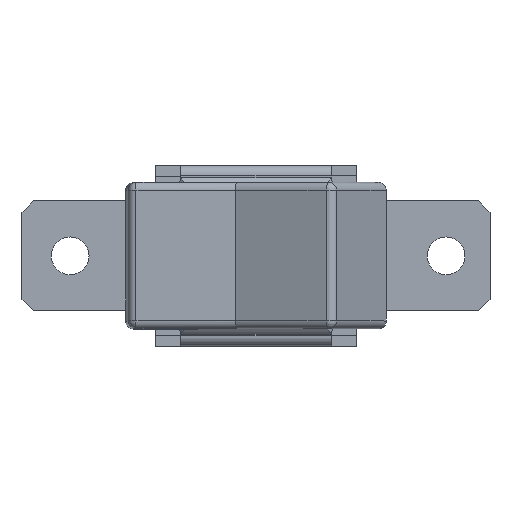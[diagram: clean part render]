
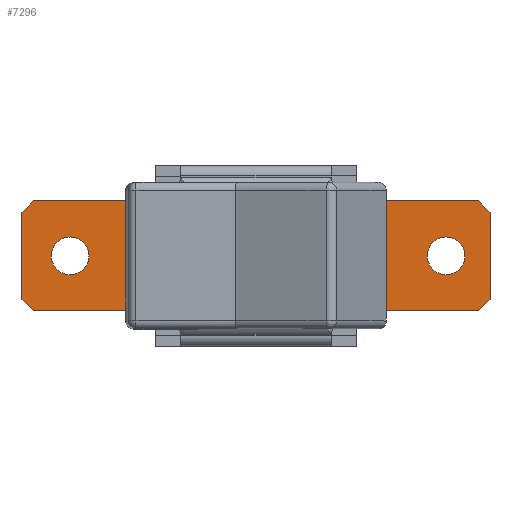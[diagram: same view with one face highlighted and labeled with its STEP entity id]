
A CAD part, top view. The second image highlights one B-rep face of the part: STEP entity #7296.
In plain terms, the highlighted planar face has unit normal (0, 0, 1).
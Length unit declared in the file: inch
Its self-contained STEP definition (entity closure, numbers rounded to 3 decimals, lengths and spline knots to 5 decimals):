
#101=FACE_BOUND('',#922,.T.);
#102=FACE_BOUND('',#923,.T.);
#103=FACE_BOUND('',#924,.T.);
#163=PLANE('',#7795);
#486=FACE_OUTER_BOUND('',#921,.T.);
#921=EDGE_LOOP('',(#5249,#5250,#5251,#5252,#5253,#5254,#5255,#5256,#5257,
#5258,#5259,#5260,#5261,#5262,#5263,#5264));
#922=EDGE_LOOP('',(#5265,#5266,#5267,#5268));
#923=EDGE_LOOP('',(#5269));
#924=EDGE_LOOP('',(#5270));
#1407=LINE('',#10749,#2267);
#1409=LINE('',#10755,#2269);
#1415=LINE('',#10772,#2275);
#1416=LINE('',#10777,#2276);
#1419=LINE('',#10782,#2279);
#1423=LINE('',#10792,#2283);
#1428=LINE('',#10806,#2288);
#1429=LINE('',#10808,#2289);
#1431=LINE('',#10812,#2291);
#1432=LINE('',#10814,#2292);
#1433=LINE('',#10816,#2293);
#1434=LINE('',#10818,#2294);
#1435=LINE('',#10820,#2295);
#1436=LINE('',#10822,#2296);
#1437=LINE('',#10824,#2297);
#1438=LINE('',#10826,#2298);
#1439=LINE('',#10828,#2299);
#1440=LINE('',#10829,#2300);
#2267=VECTOR('',#8600,0.3937);
#2269=VECTOR('',#8608,0.3937);
#2275=VECTOR('',#8620,0.3937);
#2276=VECTOR('',#8625,0.3937);
#2279=VECTOR('',#8630,0.3937);
#2283=VECTOR('',#8638,0.3937);
#2288=VECTOR('',#8653,0.3937);
#2289=VECTOR('',#8656,0.3937);
#2291=VECTOR('',#8660,0.3937);
#2292=VECTOR('',#8661,0.3937);
#2293=VECTOR('',#8662,0.3937);
#2294=VECTOR('',#8663,0.3937);
#2295=VECTOR('',#8664,0.3937);
#2296=VECTOR('',#8665,0.3937);
#2297=VECTOR('',#8666,0.3937);
#2298=VECTOR('',#8667,0.3937);
#2299=VECTOR('',#8668,0.3937);
#2300=VECTOR('',#8669,0.3937);
#3073=CIRCLE('',#7776,0.18695);
#3074=CIRCLE('',#7779,0.15709);
#3077=CIRCLE('',#7796,0.04705);
#3078=CIRCLE('',#7797,0.04705);
#3292=VERTEX_POINT('',#10741);
#3293=VERTEX_POINT('',#10743);
#3294=VERTEX_POINT('',#10747);
#3295=VERTEX_POINT('',#10751);
#3302=VERTEX_POINT('',#10769);
#3303=VERTEX_POINT('',#10771);
#3304=VERTEX_POINT('',#10775);
#3305=VERTEX_POINT('',#10776);
#3306=VERTEX_POINT('',#10781);
#3310=VERTEX_POINT('',#10790);
#3314=VERTEX_POINT('',#10804);
#3315=VERTEX_POINT('',#10811);
#3316=VERTEX_POINT('',#10813);
#3317=VERTEX_POINT('',#10815);
#3318=VERTEX_POINT('',#10817);
#3319=VERTEX_POINT('',#10819);
#3320=VERTEX_POINT('',#10821);
#3321=VERTEX_POINT('',#10823);
#3322=VERTEX_POINT('',#10825);
#3323=VERTEX_POINT('',#10827);
#3324=VERTEX_POINT('',#10830);
#3325=VERTEX_POINT('',#10832);
#4016=EDGE_CURVE('',#3293,#3292,#3073,.T.);
#4019=EDGE_CURVE('',#3292,#3294,#1407,.T.);
#4021=EDGE_CURVE('',#3294,#3295,#3074,.T.);
#4022=EDGE_CURVE('',#3295,#3293,#1409,.T.);
#4029=EDGE_CURVE('',#3303,#3302,#1415,.T.);
#4031=EDGE_CURVE('',#3304,#3305,#1416,.T.);
#4034=EDGE_CURVE('',#3302,#3306,#1419,.T.);
#4039=EDGE_CURVE('',#3305,#3310,#1423,.T.);
#4047=EDGE_CURVE('',#3314,#3306,#1428,.T.);
#4048=EDGE_CURVE('',#3310,#3303,#1429,.T.);
#4050=EDGE_CURVE('',#3315,#3314,#1431,.T.);
#4051=EDGE_CURVE('',#3316,#3315,#1432,.T.);
#4052=EDGE_CURVE('',#3316,#3317,#1433,.T.);
#4053=EDGE_CURVE('',#3317,#3318,#1434,.T.);
#4054=EDGE_CURVE('',#3318,#3319,#1435,.T.);
#4055=EDGE_CURVE('',#3319,#3320,#1436,.T.);
#4056=EDGE_CURVE('',#3320,#3321,#1437,.T.);
#4057=EDGE_CURVE('',#3322,#3321,#1438,.T.);
#4058=EDGE_CURVE('',#3323,#3322,#1439,.T.);
#4059=EDGE_CURVE('',#3304,#3323,#1440,.T.);
#4060=EDGE_CURVE('',#3324,#3324,#3077,.T.);
#4061=EDGE_CURVE('',#3325,#3325,#3078,.T.);
#5249=ORIENTED_EDGE('',*,*,#4029,.T.);
#5250=ORIENTED_EDGE('',*,*,#4034,.T.);
#5251=ORIENTED_EDGE('',*,*,#4047,.F.);
#5252=ORIENTED_EDGE('',*,*,#4050,.F.);
#5253=ORIENTED_EDGE('',*,*,#4051,.F.);
#5254=ORIENTED_EDGE('',*,*,#4052,.T.);
#5255=ORIENTED_EDGE('',*,*,#4053,.T.);
#5256=ORIENTED_EDGE('',*,*,#4054,.T.);
#5257=ORIENTED_EDGE('',*,*,#4055,.T.);
#5258=ORIENTED_EDGE('',*,*,#4056,.T.);
#5259=ORIENTED_EDGE('',*,*,#4057,.F.);
#5260=ORIENTED_EDGE('',*,*,#4058,.F.);
#5261=ORIENTED_EDGE('',*,*,#4059,.F.);
#5262=ORIENTED_EDGE('',*,*,#4031,.T.);
#5263=ORIENTED_EDGE('',*,*,#4039,.T.);
#5264=ORIENTED_EDGE('',*,*,#4048,.T.);
#5265=ORIENTED_EDGE('',*,*,#4016,.T.);
#5266=ORIENTED_EDGE('',*,*,#4019,.T.);
#5267=ORIENTED_EDGE('',*,*,#4021,.T.);
#5268=ORIENTED_EDGE('',*,*,#4022,.T.);
#5269=ORIENTED_EDGE('',*,*,#4060,.T.);
#5270=ORIENTED_EDGE('',*,*,#4061,.T.);
#7296=ADVANCED_FACE('',(#486,#101,#102,#103),#163,.T.);
#7776=AXIS2_PLACEMENT_3D('',#10744,#8594,#8595);
#7779=AXIS2_PLACEMENT_3D('',#10753,#8604,#8605);
#7795=AXIS2_PLACEMENT_3D('',#10810,#8658,#8659);
#7796=AXIS2_PLACEMENT_3D('',#10831,#8670,#8671);
#7797=AXIS2_PLACEMENT_3D('',#10833,#8672,#8673);
#8594=DIRECTION('center_axis',(0.,0.,
-1.));
#8595=DIRECTION('ref_axis',(0.729,-0.684,0.));
#8600=DIRECTION('',(1.,0.,0.));
#8604=DIRECTION('center_axis',(0.,0.,
-1.));
#8605=DIRECTION('ref_axis',(-0.58,0.815,0.));
#8608=DIRECTION('',(-1.,0.,0.));
#8620=DIRECTION('',(0.,1.,0.));
#8625=DIRECTION('',(1.,0.,0.));
#8630=DIRECTION('',(1.,0.,0.));
#8638=DIRECTION('',(0.,-1.,0.));
#8653=DIRECTION('',(-0.707,-0.707,0.));
#8656=DIRECTION('',(1.,0.,0.));
#8658=DIRECTION('center_axis',(0.,0.,
1.));
#8659=DIRECTION('ref_axis',(-1.,0.,0.));
#8660=DIRECTION('',(0.,-1.,0.));
#8661=DIRECTION('',(0.707,-0.707,0.));
#8662=DIRECTION('',(-1.,0.,0.));
#8663=DIRECTION('',(0.,1.,0.));
#8664=DIRECTION('',(-1.,0.,0.));
#8665=DIRECTION('',(0.,-1.,0.));
#8666=DIRECTION('',(-1.,0.,0.));
#8667=DIRECTION('',(0.707,0.707,0.));
#8668=DIRECTION('',(0.,1.,0.));
#8669=DIRECTION('',(-0.707,0.707,0.));
#8670=DIRECTION('center_axis',(0.,0.,
-1.));
#8671=DIRECTION('ref_axis',(1.,0.,0.));
#8672=DIRECTION('center_axis',(0.,0.,
-1.));
#8673=DIRECTION('ref_axis',(1.,0.,0.));
#10741=CARTESIAN_POINT('',(-0.1084,0.12795,0.38976));
#10743=CARTESIAN_POINT('',(-0.1084,-0.12795,0.38976));
#10744=CARTESIAN_POINT('Origin',(0.0279,0.,
0.38976));
#10747=CARTESIAN_POINT('',(0.11903,0.12795,0.38976));
#10749=CARTESIAN_POINT('',(-0.0542,0.12795,0.38976));
#10751=CARTESIAN_POINT('',(0.11903,-0.12795,0.38976));
#10753=CARTESIAN_POINT('Origin',(0.0279,0.,
0.38976));
#10755=CARTESIAN_POINT('',(0.05952,-0.12795,0.38976));
#10769=CARTESIAN_POINT('',(0.15689,-0.1374,0.38976));
#10771=CARTESIAN_POINT('',(0.15689,-0.14724,0.38976));
#10772=CARTESIAN_POINT('',(0.15689,-0.07854,0.38976));
#10775=CARTESIAN_POINT('',(-0.55374,-0.1374,0.38976));
#10776=CARTESIAN_POINT('',(-0.15689,-0.1374,0.38976));
#10777=CARTESIAN_POINT('',(-0.00456,-0.1374,0.38976));
#10781=CARTESIAN_POINT('',(0.55374,-0.1374,0.38976));
#10782=CARTESIAN_POINT('',(-0.00456,-0.1374,0.38976));
#10790=CARTESIAN_POINT('',(-0.15689,-0.14724,0.38976));
#10792=CARTESIAN_POINT('',(-0.15689,-0.07854,0.38976));
#10804=CARTESIAN_POINT('',(0.58327,-0.10787,0.38976));
#10806=CARTESIAN_POINT('',(0.58327,-0.10787,0.38976));
#10808=CARTESIAN_POINT('',(-0.27195,-0.14724,0.38976));
#10810=CARTESIAN_POINT('Origin',(0.,0.,
0.38976));
#10811=CARTESIAN_POINT('',(0.58327,0.10787,0.38976));
#10812=CARTESIAN_POINT('',(0.58327,0.10787,0.38976));
#10813=CARTESIAN_POINT('',(0.55374,0.1374,0.38976));
#10814=CARTESIAN_POINT('',(0.53406,0.15709,0.38976));
#10815=CARTESIAN_POINT('',(0.15689,0.1374,0.38976));
#10816=CARTESIAN_POINT('',(-0.00456,0.1374,0.38976));
#10817=CARTESIAN_POINT('',(0.15689,0.14724,0.38976));
#10818=CARTESIAN_POINT('',(0.15689,0.07854,0.38976));
#10819=CARTESIAN_POINT('',(-0.15689,0.14724,0.38976));
#10820=CARTESIAN_POINT('',(-0.27195,0.14724,0.38976));
#10821=CARTESIAN_POINT('',(-0.15689,0.1374,0.38976));
#10822=CARTESIAN_POINT('',(-0.15689,0.07854,0.38976));
#10823=CARTESIAN_POINT('',(-0.55374,0.1374,0.38976));
#10824=CARTESIAN_POINT('',(-0.00456,0.1374,0.38976));
#10825=CARTESIAN_POINT('',(-0.58327,0.10787,0.38976));
#10826=CARTESIAN_POINT('',(-0.58327,0.10787,0.38976));
#10827=CARTESIAN_POINT('',(-0.58327,-0.10787,0.38976));
#10828=CARTESIAN_POINT('',(-0.58327,-0.10787,0.38976));
#10829=CARTESIAN_POINT('',(-0.53406,-0.15709,0.38976));
#10830=CARTESIAN_POINT('',(-0.51024,0.,0.38976));
#10831=CARTESIAN_POINT('Origin',(-0.46319,0.,
0.38976));
#10832=CARTESIAN_POINT('',(0.42677,0.,0.38976));
#10833=CARTESIAN_POINT('Origin',(0.47382,0.,
0.38976));
